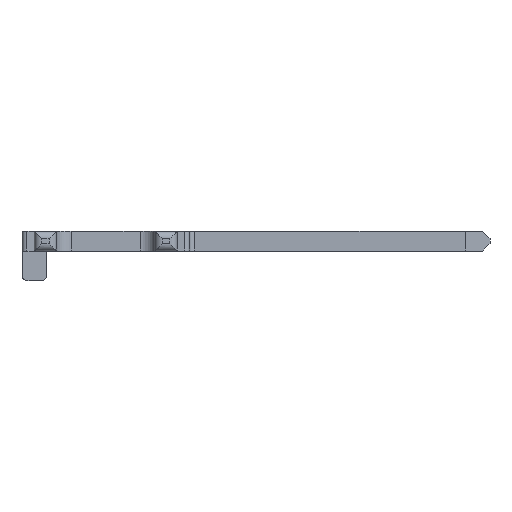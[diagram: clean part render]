
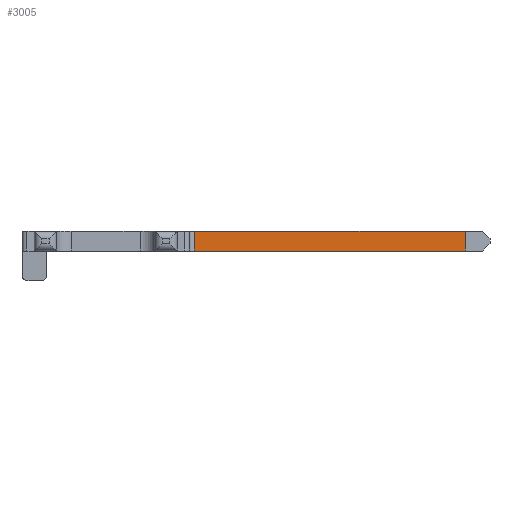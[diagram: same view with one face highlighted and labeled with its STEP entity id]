
A CAD part, front view. The second image highlights one B-rep face of the part: STEP entity #3005.
In plain terms, the highlighted planar face has unit normal (0, -1, 0).
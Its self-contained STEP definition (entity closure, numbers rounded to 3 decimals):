
#528 = PLANE('',#529);
#529 = AXIS2_PLACEMENT_3D('',#530,#531,#532);
#530 = CARTESIAN_POINT('',(7.18,3.9,0.8));
#531 = DIRECTION('',(-0.,-0.,-1.));
#532 = DIRECTION('',(-1.,0.,0.));
#613 = PLANE('',#614);
#614 = AXIS2_PLACEMENT_3D('',#615,#616,#617);
#615 = CARTESIAN_POINT('',(7.18,3.9,0.));
#616 = DIRECTION('',(-0.,-0.,-1.));
#617 = DIRECTION('',(-1.,0.,0.));
#1561 = VERTEX_POINT('',#1562);
#1562 = CARTESIAN_POINT('',(18.,3.2,0.8));
#1576 = PLANE('',#1577);
#1577 = AXIS2_PLACEMENT_3D('',#1578,#1579,#1580);
#1578 = CARTESIAN_POINT('',(18.5,3.7,0.3));
#1579 = DIRECTION('',(0.707,-0.707,0.));
#1580 = DIRECTION('',(-0.,-0.,-1.));
#1588 = EDGE_CURVE('',#1561,#1589,#1591,.T.);
#1589 = VERTEX_POINT('',#1590);
#1590 = CARTESIAN_POINT('',(7.,3.2,0.8));
#1591 = SURFACE_CURVE('',#1592,(#1596,#1603),.PCURVE_S1.);
#1592 = LINE('',#1593,#1594);
#1593 = CARTESIAN_POINT('',(19.,3.2,0.8));
#1594 = VECTOR('',#1595,1.);
#1595 = DIRECTION('',(-1.,0.,0.));
#1596 = PCURVE('',#528,#1597);
#1597 = DEFINITIONAL_REPRESENTATION('',(#1598),#1602);
#1598 = LINE('',#1599,#1600);
#1599 = CARTESIAN_POINT('',(-11.82,-0.7));
#1600 = VECTOR('',#1601,1.);
#1601 = DIRECTION('',(1.,0.));
#1602 = ( GEOMETRIC_REPRESENTATION_CONTEXT(2) 
PARAMETRIC_REPRESENTATION_CONTEXT() REPRESENTATION_CONTEXT('2D SPACE',''
  ) );
#1603 = PCURVE('',#1604,#1609);
#1604 = PLANE('',#1605);
#1605 = AXIS2_PLACEMENT_3D('',#1606,#1607,#1608);
#1606 = CARTESIAN_POINT('',(19.,3.2,0.));
#1607 = DIRECTION('',(0.,-1.,0.));
#1608 = DIRECTION('',(-1.,0.,0.));
#1609 = DEFINITIONAL_REPRESENTATION('',(#1610),#1614);
#1610 = LINE('',#1611,#1612);
#1611 = CARTESIAN_POINT('',(0.,-0.8));
#1612 = VECTOR('',#1613,1.);
#1613 = DIRECTION('',(1.,0.));
#1614 = ( GEOMETRIC_REPRESENTATION_CONTEXT(2) 
PARAMETRIC_REPRESENTATION_CONTEXT() REPRESENTATION_CONTEXT('2D SPACE',''
  ) );
#1633 = CYLINDRICAL_SURFACE('',#1634,0.2);
#1634 = AXIS2_PLACEMENT_3D('',#1635,#1636,#1637);
#1635 = CARTESIAN_POINT('',(7.,3.,0.));
#1636 = DIRECTION('',(0.,0.,1.));
#1637 = DIRECTION('',(-1.,0.,0.));
#2460 = VERTEX_POINT('',#2461);
#2461 = CARTESIAN_POINT('',(18.,3.2,0.));
#2482 = EDGE_CURVE('',#2460,#2483,#2485,.T.);
#2483 = VERTEX_POINT('',#2484);
#2484 = CARTESIAN_POINT('',(7.,3.2,0.));
#2485 = SURFACE_CURVE('',#2486,(#2490,#2497),.PCURVE_S1.);
#2486 = LINE('',#2487,#2488);
#2487 = CARTESIAN_POINT('',(19.,3.2,0.));
#2488 = VECTOR('',#2489,1.);
#2489 = DIRECTION('',(-1.,0.,0.));
#2490 = PCURVE('',#613,#2491);
#2491 = DEFINITIONAL_REPRESENTATION('',(#2492),#2496);
#2492 = LINE('',#2493,#2494);
#2493 = CARTESIAN_POINT('',(-11.82,-0.7));
#2494 = VECTOR('',#2495,1.);
#2495 = DIRECTION('',(1.,0.));
#2496 = ( GEOMETRIC_REPRESENTATION_CONTEXT(2) 
PARAMETRIC_REPRESENTATION_CONTEXT() REPRESENTATION_CONTEXT('2D SPACE',''
  ) );
#2497 = PCURVE('',#1604,#2498);
#2498 = DEFINITIONAL_REPRESENTATION('',(#2499),#2503);
#2499 = LINE('',#2500,#2501);
#2500 = CARTESIAN_POINT('',(0.,-0.));
#2501 = VECTOR('',#2502,1.);
#2502 = DIRECTION('',(1.,0.));
#2503 = ( GEOMETRIC_REPRESENTATION_CONTEXT(2) 
PARAMETRIC_REPRESENTATION_CONTEXT() REPRESENTATION_CONTEXT('2D SPACE',''
  ) );
#2936 = EDGE_CURVE('',#2483,#1589,#2937,.T.);
#2937 = SURFACE_CURVE('',#2938,(#2942,#2949),.PCURVE_S1.);
#2938 = LINE('',#2939,#2940);
#2939 = CARTESIAN_POINT('',(7.,3.2,0.));
#2940 = VECTOR('',#2941,1.);
#2941 = DIRECTION('',(0.,0.,1.));
#2942 = PCURVE('',#1633,#2943);
#2943 = DEFINITIONAL_REPRESENTATION('',(#2944),#2948);
#2944 = LINE('',#2945,#2946);
#2945 = CARTESIAN_POINT('',(-1.571,0.));
#2946 = VECTOR('',#2947,1.);
#2947 = DIRECTION('',(-0.,1.));
#2948 = ( GEOMETRIC_REPRESENTATION_CONTEXT(2) 
PARAMETRIC_REPRESENTATION_CONTEXT() REPRESENTATION_CONTEXT('2D SPACE',''
  ) );
#2949 = PCURVE('',#1604,#2950);
#2950 = DEFINITIONAL_REPRESENTATION('',(#2951),#2955);
#2951 = LINE('',#2952,#2953);
#2952 = CARTESIAN_POINT('',(12.,0.));
#2953 = VECTOR('',#2954,1.);
#2954 = DIRECTION('',(0.,-1.));
#2955 = ( GEOMETRIC_REPRESENTATION_CONTEXT(2) 
PARAMETRIC_REPRESENTATION_CONTEXT() REPRESENTATION_CONTEXT('2D SPACE',''
  ) );
#3005 = ADVANCED_FACE('',(#3006),#1604,.T.);
#3006 = FACE_BOUND('',#3007,.T.);
#3007 = EDGE_LOOP('',(#3008,#3009,#3030,#3031));
#3008 = ORIENTED_EDGE('',*,*,#2482,.F.);
#3009 = ORIENTED_EDGE('',*,*,#3010,.T.);
#3010 = EDGE_CURVE('',#2460,#1561,#3011,.T.);
#3011 = SURFACE_CURVE('',#3012,(#3016,#3023),.PCURVE_S1.);
#3012 = LINE('',#3013,#3014);
#3013 = CARTESIAN_POINT('',(18.,3.2,0.3));
#3014 = VECTOR('',#3015,1.);
#3015 = DIRECTION('',(0.,0.,1.));
#3016 = PCURVE('',#1604,#3017);
#3017 = DEFINITIONAL_REPRESENTATION('',(#3018),#3022);
#3018 = LINE('',#3019,#3020);
#3019 = CARTESIAN_POINT('',(1.,-0.3));
#3020 = VECTOR('',#3021,1.);
#3021 = DIRECTION('',(0.,-1.));
#3022 = ( GEOMETRIC_REPRESENTATION_CONTEXT(2) 
PARAMETRIC_REPRESENTATION_CONTEXT() REPRESENTATION_CONTEXT('2D SPACE',''
  ) );
#3023 = PCURVE('',#1576,#3024);
#3024 = DEFINITIONAL_REPRESENTATION('',(#3025),#3029);
#3025 = LINE('',#3026,#3027);
#3026 = CARTESIAN_POINT('',(-0.,-0.707));
#3027 = VECTOR('',#3028,1.);
#3028 = DIRECTION('',(-1.,0.));
#3029 = ( GEOMETRIC_REPRESENTATION_CONTEXT(2) 
PARAMETRIC_REPRESENTATION_CONTEXT() REPRESENTATION_CONTEXT('2D SPACE',''
  ) );
#3030 = ORIENTED_EDGE('',*,*,#1588,.T.);
#3031 = ORIENTED_EDGE('',*,*,#2936,.F.);
